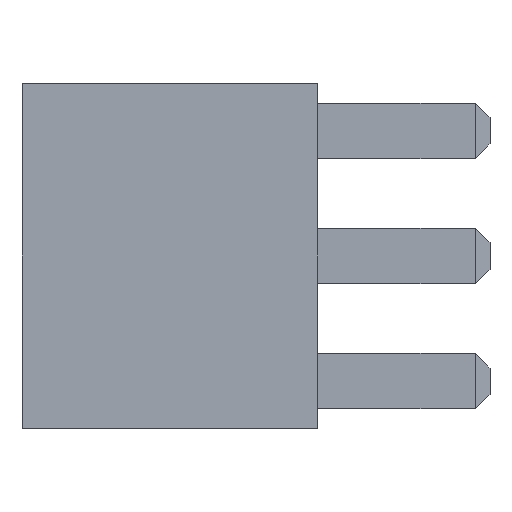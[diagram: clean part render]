
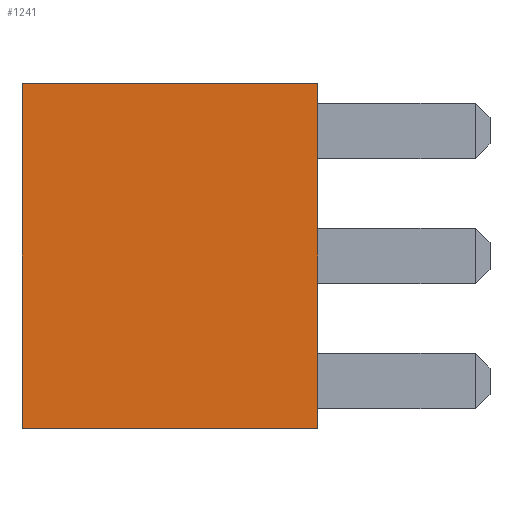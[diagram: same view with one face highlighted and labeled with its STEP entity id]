
A CAD part, left-side view. The second image highlights one B-rep face of the part: STEP entity #1241.
In plain terms, the highlighted planar face has unit normal (-1, 0, 0).
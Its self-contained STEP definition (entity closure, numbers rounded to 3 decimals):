
#18 = DIRECTION ( 'NONE',  ( 0., 0., 1. ) ) ;
#164 = ORIENTED_EDGE ( 'NONE', *, *, #449, .F. ) ;
#241 = EDGE_CURVE ( 'NONE', #1515, #2158, #1632, .T. ) ;
#259 = AXIS2_PLACEMENT_3D ( 'NONE', #1296, #1006, #1782 ) ;
#269 = FACE_OUTER_BOUND ( 'NONE', #1739, .T. ) ;
#449 = EDGE_CURVE ( 'NONE', #3117, #2158, #2194, .T. ) ;
#498 = DIRECTION ( 'NONE',  ( 0., -1., 0. ) ) ;
#501 = PLANE ( 'NONE',  #259 ) ;
#549 = EDGE_CURVE ( 'NONE', #1923, #3117, #981, .T. ) ;
#569 = CARTESIAN_POINT ( 'NONE',  ( -3.5, 6., -3.5 ) ) ;
#820 = ORIENTED_EDGE ( 'NONE', *, *, #241, .T. ) ;
#887 = CARTESIAN_POINT ( 'NONE',  ( -3.5, 0., -3.5 ) ) ;
#894 = VECTOR ( 'NONE', #2372, 1000. ) ;
#981 = LINE ( 'NONE', #569, #894 ) ;
#1006 = DIRECTION ( 'NONE',  ( 1., 0., 0. ) ) ;
#1230 = VECTOR ( 'NONE', #1950, 1000. ) ;
#1240 = ORIENTED_EDGE ( 'NONE', *, *, #3270, .T. ) ;
#1241 = ADVANCED_FACE ( 'NONE', ( #269 ), #501, .F. ) ;
#1296 = CARTESIAN_POINT ( 'NONE',  ( -3.5, 6., -3.5 ) ) ;
#1515 = VERTEX_POINT ( 'NONE', #2991 ) ;
#1632 = LINE ( 'NONE', #887, #1714 ) ;
#1674 = LINE ( 'NONE', #3229, #1230 ) ;
#1714 = VECTOR ( 'NONE', #18, 1000. ) ;
#1739 = EDGE_LOOP ( 'NONE', ( #820, #164, #2674, #1240 ) ) ;
#1782 = DIRECTION ( 'NONE',  ( 0., 0., -1. ) ) ;
#1795 = VECTOR ( 'NONE', #498, 1000. ) ;
#1923 = VERTEX_POINT ( 'NONE', #2777 ) ;
#1950 = DIRECTION ( 'NONE',  ( 0., -1., 0. ) ) ;
#2088 = CARTESIAN_POINT ( 'NONE',  ( -3.5, 6., 3.5 ) ) ;
#2158 = VERTEX_POINT ( 'NONE', #2377 ) ;
#2194 = LINE ( 'NONE', #2088, #1795 ) ;
#2372 = DIRECTION ( 'NONE',  ( 0., 0., 1. ) ) ;
#2377 = CARTESIAN_POINT ( 'NONE',  ( -3.5, 0., 3.5 ) ) ;
#2674 = ORIENTED_EDGE ( 'NONE', *, *, #549, .F. ) ;
#2777 = CARTESIAN_POINT ( 'NONE',  ( -3.5, 6., -3.5 ) ) ;
#2904 = CARTESIAN_POINT ( 'NONE',  ( -3.5, 6., 3.5 ) ) ;
#2991 = CARTESIAN_POINT ( 'NONE',  ( -3.5, 0., -3.5 ) ) ;
#3117 = VERTEX_POINT ( 'NONE', #2904 ) ;
#3229 = CARTESIAN_POINT ( 'NONE',  ( -3.5, 6., -3.5 ) ) ;
#3270 = EDGE_CURVE ( 'NONE', #1923, #1515, #1674, .T. ) ;
